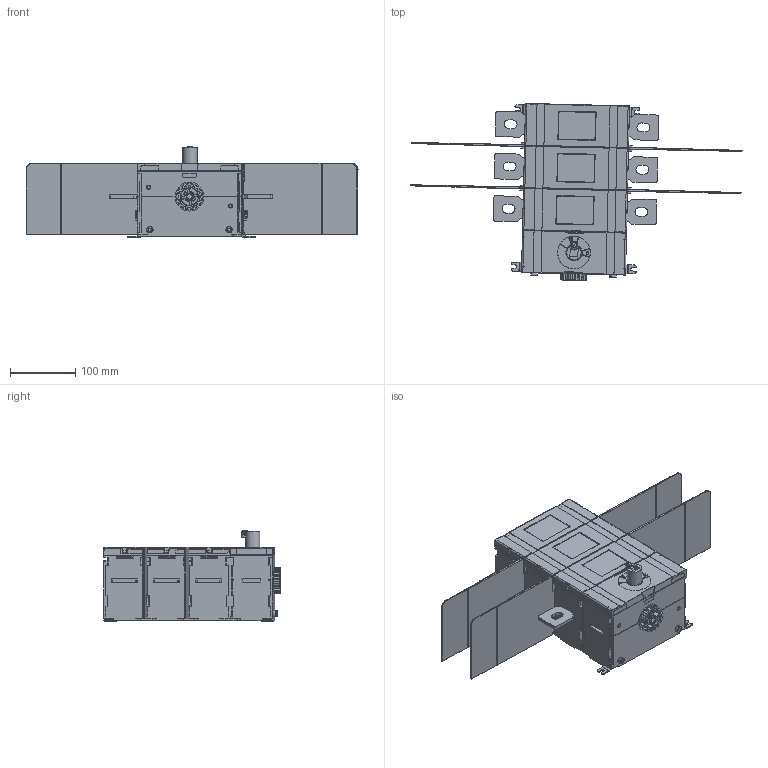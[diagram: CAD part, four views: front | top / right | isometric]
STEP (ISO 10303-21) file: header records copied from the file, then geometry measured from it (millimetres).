
FILE_DESCRIPTION((''),'2;1');
FILE_NAME('OT600U30_IGS','2018-08-10T',('FIALBJO'),(''),'CREO PARAMETRIC BY PTC INC, 2017480','CREO PARAMETRIC BY PTC INC, 2017480','');
FILE_SCHEMA(('AUTOMOTIVE_DESIGN { 1 0 10303 214 1 1 1 1 }'));
Products named in the file (1): OT600U30_IGS
Bounding box: 510.42 x 272.27 x 140 mm (x, y, z)
Volume: 4836747.7 mm3; surface area: 424264.3 mm2
Topology: 1 solids, 28 shells, 3528 faces, 9420 edges, 5976 vertices
Faces by surface type: plane 2058, cylinder 958, torus 246, bspline 155, cone 76, sphere 28, extrusion 7
Entity records: 139570 total; most frequent: CARTESIAN_POINT 53435, ORIENTED_EDGE 18784, DIRECTION 16467, EDGE_CURVE 9392, VECTOR 6405, LINE 6398, VERTEX_POINT 5976, AXIS2_PLACEMENT_3D 5031
